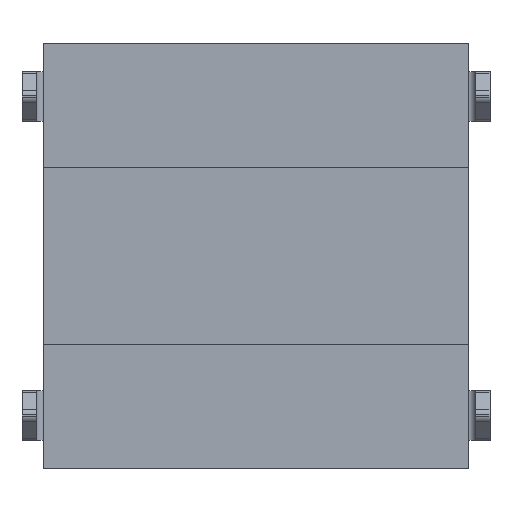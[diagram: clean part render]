
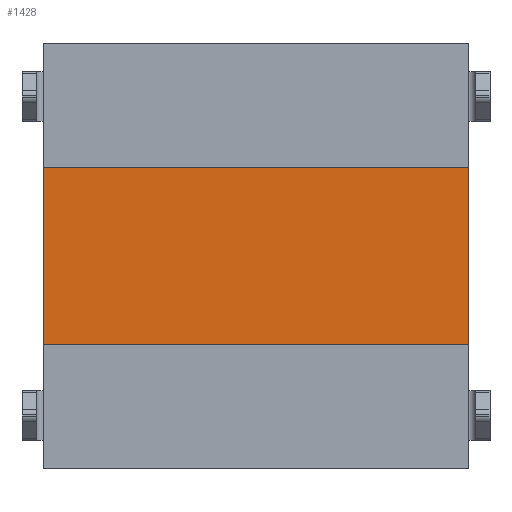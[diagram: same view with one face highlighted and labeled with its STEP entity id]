
A CAD part, front view. The second image highlights one B-rep face of the part: STEP entity #1428.
In plain terms, the highlighted planar face has unit normal (0, -1, 0).
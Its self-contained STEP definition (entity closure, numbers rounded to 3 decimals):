
#94=PLANE('',#1590);
#172=FACE_OUTER_BOUND('',#253,.T.);
#253=EDGE_LOOP('',(#1286,#1287,#1288,#1289));
#334=LINE('',#2214,#471);
#394=LINE('',#2403,#531);
#396=LINE('',#2408,#533);
#398=LINE('',#2411,#535);
#471=VECTOR('',#1794,10.);
#531=VECTOR('',#1990,10.);
#533=VECTOR('',#1994,10.);
#535=VECTOR('',#1998,10.);
#667=VERTEX_POINT('',#2211);
#668=VERTEX_POINT('',#2213);
#729=VERTEX_POINT('',#2401);
#731=VERTEX_POINT('',#2407);
#830=EDGE_CURVE('',#667,#668,#334,.T.);
#922=EDGE_CURVE('',#729,#667,#394,.T.);
#924=EDGE_CURVE('',#668,#731,#396,.T.);
#926=EDGE_CURVE('',#731,#729,#398,.T.);
#1286=ORIENTED_EDGE('',*,*,#924,.F.);
#1287=ORIENTED_EDGE('',*,*,#830,.F.);
#1288=ORIENTED_EDGE('',*,*,#922,.F.);
#1289=ORIENTED_EDGE('',*,*,#926,.F.);
#1428=ADVANCED_FACE('',(#172),#94,.F.);
#1590=AXIS2_PLACEMENT_3D('',#2410,#1996,#1997);
#1794=DIRECTION('',(0.,0.,-1.));
#1990=DIRECTION('',(1.,0.,0.));
#1994=DIRECTION('',(-1.,0.,0.));
#1996=DIRECTION('center_axis',(0.,1.,0.));
#1997=DIRECTION('ref_axis',(0.,0.,1.));
#1998=DIRECTION('',(0.,0.,1.));
#2211=CARTESIAN_POINT('',(3.,0.1,1.25));
#2213=CARTESIAN_POINT('',(3.,0.1,-1.25));
#2214=CARTESIAN_POINT('',(3.,0.1,1.5));
#2401=CARTESIAN_POINT('',(-3.,0.1,1.25));
#2403=CARTESIAN_POINT('',(3.,0.1,1.25));
#2407=CARTESIAN_POINT('',(-3.,0.1,-1.25));
#2408=CARTESIAN_POINT('',(-3.,0.1,-1.25));
#2410=CARTESIAN_POINT('Origin',(0.,0.1,0.));
#2411=CARTESIAN_POINT('',(-3.,0.1,-1.5));
